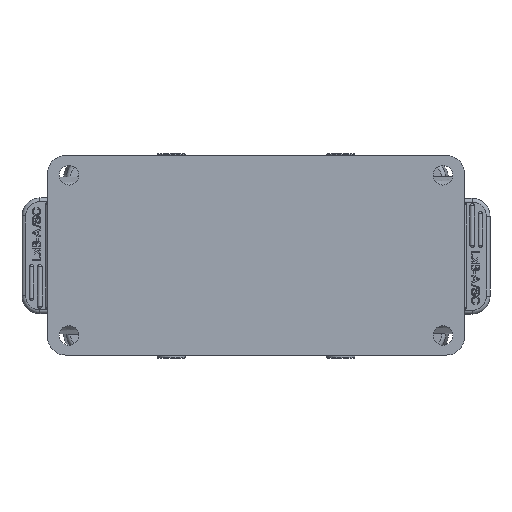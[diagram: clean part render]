
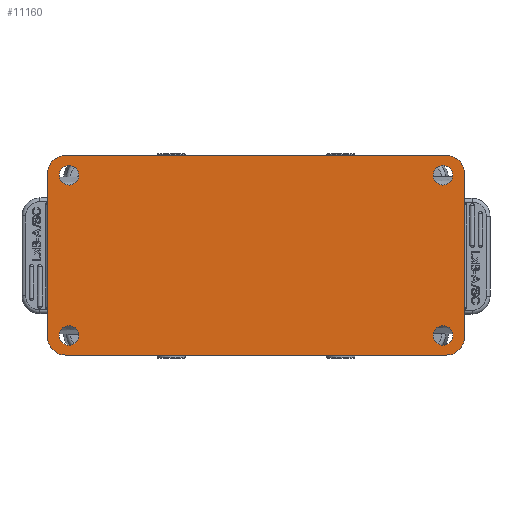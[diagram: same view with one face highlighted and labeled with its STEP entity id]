
A CAD part, front view. The second image highlights one B-rep face of the part: STEP entity #11160.
In plain terms, the highlighted planar face has unit normal (0, -1, 0).
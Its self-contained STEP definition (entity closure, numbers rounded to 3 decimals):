
#10151=CIRCLE('',#35291,5.);
#10168=CIRCLE('',#35325,2.75);
#10169=CIRCLE('',#35327,5.);
#10170=CIRCLE('',#35328,5.);
#10171=CIRCLE('',#35329,5.);
#10172=CIRCLE('',#35330,2.75);
#10173=CIRCLE('',#35331,2.75);
#10174=CIRCLE('',#35332,2.75);
#10175=CIRCLE('',#35333,2.75);
#10176=CIRCLE('',#35334,2.75);
#10177=CIRCLE('',#35335,2.75);
#10178=CIRCLE('',#35336,2.75);
#11160=ADVANCED_FACE('',(#17080,#17081,#17082,#17083,#17084),#12555,.F.);
#12555=PLANE('',#35337);
#13452=LINE('',#46797,#15309);
#13464=LINE('',#46882,#15321);
#13475=LINE('',#47553,#15332);
#13476=LINE('',#47557,#15333);
#15309=VECTOR('',#38265,1.);
#15321=VECTOR('',#38299,1.);
#15332=VECTOR('',#38378,1.);
#15333=VECTOR('',#38381,1.);
#17080=FACE_BOUND('',#17494,.T.);
#17081=FACE_BOUND('',#17495,.T.);
#17082=FACE_BOUND('',#17496,.T.);
#17083=FACE_BOUND('',#17497,.T.);
#17084=FACE_BOUND('',#17498,.T.);
#17494=EDGE_LOOP('',(#20008,#20009,#20010,#20011,#20012,#20013,#20014,#20015));
#17495=EDGE_LOOP('',(#20016,#20017));
#17496=EDGE_LOOP('',(#20018,#20019));
#17497=EDGE_LOOP('',(#20020,#20021));
#17498=EDGE_LOOP('',(#20022,#20023));
#20008=ORIENTED_EDGE('',*,*,#30382,.F.);
#20009=ORIENTED_EDGE('',*,*,#30386,.F.);
#20010=ORIENTED_EDGE('',*,*,#30426,.F.);
#20011=ORIENTED_EDGE('',*,*,#30427,.F.);
#20012=ORIENTED_EDGE('',*,*,#30428,.F.);
#20013=ORIENTED_EDGE('',*,*,#30429,.T.);
#20014=ORIENTED_EDGE('',*,*,#30430,.F.);
#20015=ORIENTED_EDGE('',*,*,#30362,.F.);
#20016=ORIENTED_EDGE('',*,*,#30431,.F.);
#20017=ORIENTED_EDGE('',*,*,#30432,.F.);
#20018=ORIENTED_EDGE('',*,*,#30433,.F.);
#20019=ORIENTED_EDGE('',*,*,#30434,.F.);
#20020=ORIENTED_EDGE('',*,*,#30435,.F.);
#20021=ORIENTED_EDGE('',*,*,#30436,.F.);
#20022=ORIENTED_EDGE('',*,*,#30437,.F.);
#20023=ORIENTED_EDGE('',*,*,#30425,.F.);
#27546=VERTEX_POINT('',#46798);
#27547=VERTEX_POINT('',#46799);
#27565=VERTEX_POINT('',#46874);
#27568=VERTEX_POINT('',#46881);
#27587=VERTEX_POINT('',#47546);
#27588=VERTEX_POINT('',#47548);
#27589=VERTEX_POINT('',#47552);
#27590=VERTEX_POINT('',#47554);
#27591=VERTEX_POINT('',#47556);
#27592=VERTEX_POINT('',#47558);
#27593=VERTEX_POINT('',#47561);
#27594=VERTEX_POINT('',#47562);
#27595=VERTEX_POINT('',#47565);
#27596=VERTEX_POINT('',#47566);
#27597=VERTEX_POINT('',#47569);
#27598=VERTEX_POINT('',#47570);
#30362=EDGE_CURVE('',#27546,#27547,#13452,.T.);
#30382=EDGE_CURVE('',#27565,#27546,#10151,.T.);
#30386=EDGE_CURVE('',#27568,#27565,#13464,.T.);
#30425=EDGE_CURVE('',#27588,#27587,#10168,.T.);
#30426=EDGE_CURVE('',#27589,#27568,#10169,.T.);
#30427=EDGE_CURVE('',#27590,#27589,#13475,.T.);
#30428=EDGE_CURVE('',#27591,#27590,#10170,.T.);
#30429=EDGE_CURVE('',#27591,#27592,#13476,.T.);
#30430=EDGE_CURVE('',#27547,#27592,#10171,.T.);
#30431=EDGE_CURVE('',#27593,#27594,#10172,.T.);
#30432=EDGE_CURVE('',#27594,#27593,#10173,.T.);
#30433=EDGE_CURVE('',#27595,#27596,#10174,.T.);
#30434=EDGE_CURVE('',#27596,#27595,#10175,.T.);
#30435=EDGE_CURVE('',#27597,#27598,#10176,.T.);
#30436=EDGE_CURVE('',#27598,#27597,#10177,.T.);
#30437=EDGE_CURVE('',#27587,#27588,#10178,.T.);
#35291=AXIS2_PLACEMENT_3D('',#46873,#38291,#38292);
#35325=AXIS2_PLACEMENT_3D('',#47549,#38372,#38373);
#35327=AXIS2_PLACEMENT_3D('',#47551,#38376,#38377);
#35328=AXIS2_PLACEMENT_3D('',#47555,#38379,#38380);
#35329=AXIS2_PLACEMENT_3D('',#47559,#38382,#38383);
#35330=AXIS2_PLACEMENT_3D('',#47560,#38384,#38385);
#35331=AXIS2_PLACEMENT_3D('',#47563,#38386,#38387);
#35332=AXIS2_PLACEMENT_3D('',#47564,#38388,#38389);
#35333=AXIS2_PLACEMENT_3D('',#47567,#38390,#38391);
#35334=AXIS2_PLACEMENT_3D('',#47568,#38392,#38393);
#35335=AXIS2_PLACEMENT_3D('',#47571,#38394,#38395);
#35336=AXIS2_PLACEMENT_3D('',#47572,#38396,#38397);
#35337=AXIS2_PLACEMENT_3D('',#47573,#38398,#38399);
#38265=DIRECTION('',(0.,0.,-1.));
#38291=DIRECTION('',(0.,1.,0.));
#38292=DIRECTION('',(0.,0.,1.));
#38299=DIRECTION('',(1.,0.,0.));
#38372=DIRECTION('',(0.,-1.,0.));
#38373=DIRECTION('',(0.,0.,1.));
#38376=DIRECTION('',(0.,1.,0.));
#38377=DIRECTION('',(-1.,0.,0.));
#38378=DIRECTION('',(0.,0.,1.));
#38379=DIRECTION('',(0.,1.,0.));
#38380=DIRECTION('',(0.,0.,-1.));
#38381=DIRECTION('',(1.,0.,0.));
#38382=DIRECTION('',(0.,1.,0.));
#38383=DIRECTION('',(1.,0.,0.));
#38384=DIRECTION('',(0.,-1.,0.));
#38385=DIRECTION('',(0.,0.,-1.));
#38386=DIRECTION('',(0.,-1.,0.));
#38387=DIRECTION('',(0.,0.,1.));
#38388=DIRECTION('',(0.,-1.,0.));
#38389=DIRECTION('',(0.,0.,-1.));
#38390=DIRECTION('',(0.,-1.,0.));
#38391=DIRECTION('',(0.,0.,1.));
#38392=DIRECTION('',(0.,-1.,0.));
#38393=DIRECTION('',(0.,0.,-1.));
#38394=DIRECTION('',(0.,-1.,0.));
#38395=DIRECTION('',(0.,0.,1.));
#38396=DIRECTION('',(0.,-1.,0.));
#38397=DIRECTION('',(0.,0.,-1.));
#38398=DIRECTION('',(0.,1.,0.));
#38399=DIRECTION('',(0.,0.,1.));
#46797=CARTESIAN_POINT('',(118.,0.,23.18));
#46798=CARTESIAN_POINT('',(118.,0.,23.18));
#46799=CARTESIAN_POINT('',(118.,0.,-22.82));
#46873=CARTESIAN_POINT('',(113.,0.,23.18));
#46874=CARTESIAN_POINT('',(113.,0.,28.18));
#46881=CARTESIAN_POINT('',(6.,0.,28.18));
#46882=CARTESIAN_POINT('',(6.,0.,28.18));
#47546=CARTESIAN_POINT('',(112.,0.,19.93));
#47548=CARTESIAN_POINT('',(112.,0.,25.43));
#47549=CARTESIAN_POINT('',(112.,0.,22.68));
#47551=CARTESIAN_POINT('',(6.,0.,23.18));
#47552=CARTESIAN_POINT('',(1.,0.,23.18));
#47553=CARTESIAN_POINT('',(1.,0.,-22.82));
#47554=CARTESIAN_POINT('',(1.,0.,-22.82));
#47555=CARTESIAN_POINT('',(6.,0.,-22.82));
#47556=CARTESIAN_POINT('',(6.,0.,-27.82));
#47557=CARTESIAN_POINT('',(6.,0.,-27.82));
#47558=CARTESIAN_POINT('',(113.,0.,-27.82));
#47559=CARTESIAN_POINT('',(113.,0.,-22.82));
#47560=CARTESIAN_POINT('',(7.,0.,22.68));
#47561=CARTESIAN_POINT('',(7.,0.,19.93));
#47562=CARTESIAN_POINT('',(7.,0.,25.43));
#47563=CARTESIAN_POINT('',(7.,0.,22.68));
#47564=CARTESIAN_POINT('',(7.,0.,-22.32));
#47565=CARTESIAN_POINT('',(7.,0.,-25.07));
#47566=CARTESIAN_POINT('',(7.,0.,-19.57));
#47567=CARTESIAN_POINT('',(7.,0.,-22.32));
#47568=CARTESIAN_POINT('',(112.,0.,-22.32));
#47569=CARTESIAN_POINT('',(112.,0.,-25.07));
#47570=CARTESIAN_POINT('',(112.,0.,-19.57));
#47571=CARTESIAN_POINT('',(112.,0.,-22.32));
#47572=CARTESIAN_POINT('',(112.,0.,22.68));
#47573=CARTESIAN_POINT('',(59.5,0.,0.18));
